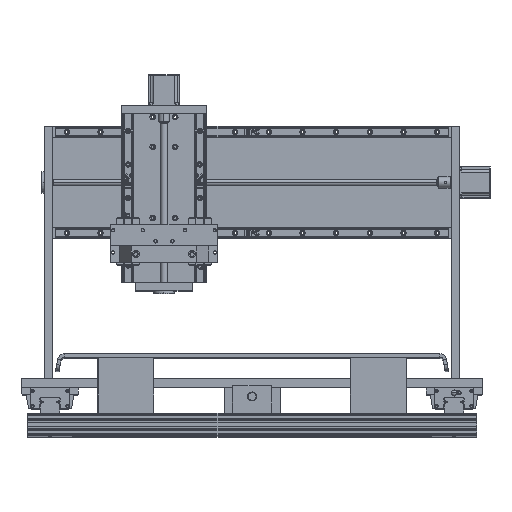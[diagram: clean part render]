
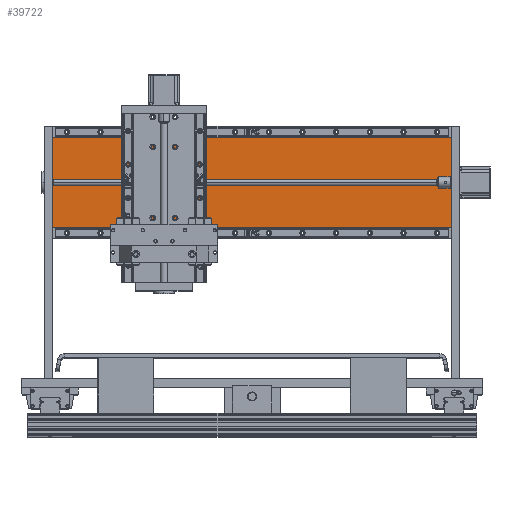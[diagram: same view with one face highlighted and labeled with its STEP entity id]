
A CAD part, top view. The second image highlights one B-rep face of the part: STEP entity #39722.
In plain terms, the highlighted face is planar.
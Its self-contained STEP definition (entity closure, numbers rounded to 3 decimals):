
#38397=DIRECTION('',(1.,0.,0.));
#38398=VECTOR('',#38397,710.);
#38399=CARTESIAN_POINT('',(-355.,10.,80.));
#38400=LINE('',#38399,#38398);
#38401=DIRECTION('',(0.,0.,1.));
#38402=VECTOR('',#38401,160.);
#38403=CARTESIAN_POINT('',(355.,10.,-80.));
#38404=LINE('',#38403,#38402);
#38405=DIRECTION('',(0.,0.,1.));
#38406=VECTOR('',#38405,160.);
#38407=CARTESIAN_POINT('',(-355.,10.,-80.));
#38408=LINE('',#38407,#38406);
#38413=DIRECTION('',(-1.,0.,0.));
#38414=VECTOR('',#38413,710.);
#38415=CARTESIAN_POINT('',(355.,10.,-80.));
#38416=LINE('',#38415,#38414);
#38865=CARTESIAN_POINT('',(-355.,10.,80.));
#38867=VERTEX_POINT('',#38865);
#38875=CARTESIAN_POINT('',(-355.,10.,-80.));
#38876=VERTEX_POINT('',#38875);
#39001=CARTESIAN_POINT('',(355.,10.,80.));
#39003=VERTEX_POINT('',#39001);
#39011=CARTESIAN_POINT('',(355.,10.,-80.));
#39012=VERTEX_POINT('',#39011);
#39708=CARTESIAN_POINT('',(0.,10.,0.));
#39709=DIRECTION('',(0.,1.,0.));
#39710=DIRECTION('',(1.,0.,0.));
#39711=AXIS2_PLACEMENT_3D('',#39708,#39709,#39710);
#39712=PLANE('',#39711);
#39714=ORIENTED_EDGE('',*,*,#39713,.F.);
#39716=ORIENTED_EDGE('',*,*,#39715,.T.);
#39717=ORIENTED_EDGE('',*,*,#39698,.F.);
#39719=ORIENTED_EDGE('',*,*,#39718,.F.);
#39720=EDGE_LOOP('',(#39714,#39716,#39717,#39719));
#39721=FACE_OUTER_BOUND('',#39720,.F.);
#39722=ADVANCED_FACE('',(#39721),#39712,.T.);
#39698=EDGE_CURVE('',#38867,#39003,#38400,.T.);
#39713=EDGE_CURVE('',#39012,#38876,#38416,.T.);
#39715=EDGE_CURVE('',#39012,#39003,#38404,.T.);
#39718=EDGE_CURVE('',#38876,#38867,#38408,.T.);
